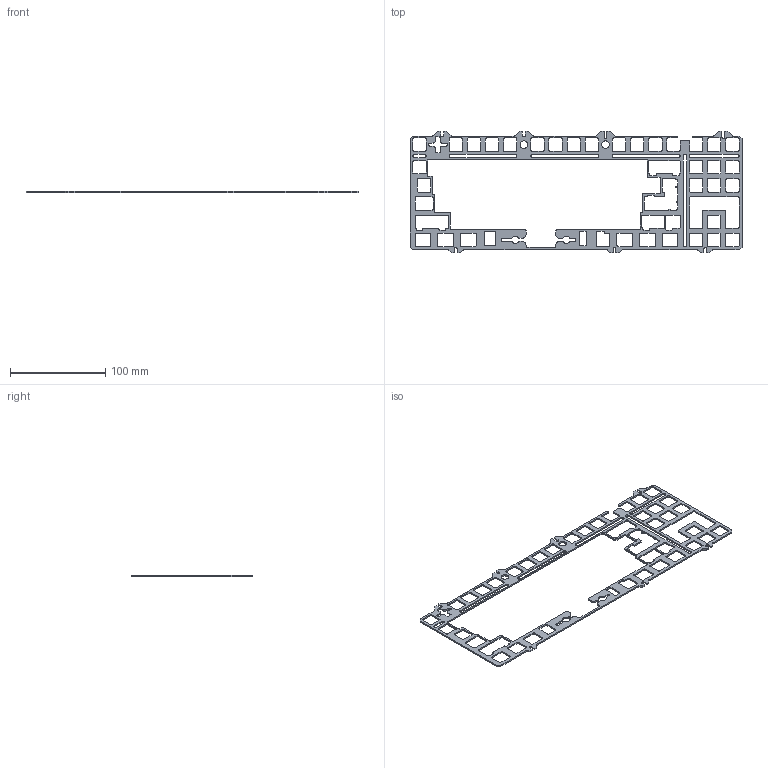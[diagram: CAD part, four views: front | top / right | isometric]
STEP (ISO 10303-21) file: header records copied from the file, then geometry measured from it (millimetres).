
FILE_DESCRIPTION(/* description */ (''),/* implementation_level */ '2;1');
FILE_NAME(/* name */ 'JingTKL_Halfplate.step',/* time_stamp */ '2022-04-28T14:08:02+07:00',/* author */ (''),/* organization */ (''),/* preprocessor_version */ 'ST-DEVELOPER v18.1',/* originating_system */ 'Autodesk Translation Framework v10.14.0.1471',/* authorisation */ '');
FILE_SCHEMA (('AUTOMOTIVE_DESIGN { 1 0 10303 214 3 1 1 }'));
Length unit declared in the file: millimetre
Products named in the file (1): half plate
Bounding box: 348.66 x 127.96 x 1.5 mm (x, y, z)
Volume: 17635.7 mm3; surface area: 31686.8 mm2
Topology: 1 solids, 1 shells, 672 faces, 2010 edges, 1340 vertices
Faces by surface type: plane 350, cylinder 322
Full cylindrical faces by diameter (mm): 8 x2
Entity records: 23026 total; most frequent: CARTESIAN_POINT 4023, ORIENTED_EDGE 4020, DIRECTION 4000, EDGE_CURVE 2010, LINE 1366, VECTOR 1366, VERTEX_POINT 1340, AXIS2_PLACEMENT_3D 1317
